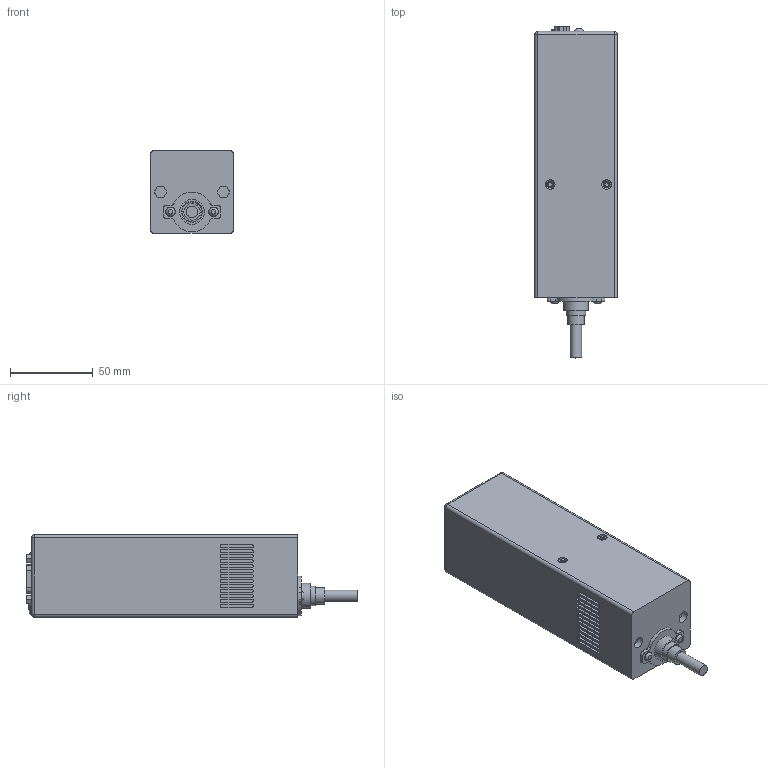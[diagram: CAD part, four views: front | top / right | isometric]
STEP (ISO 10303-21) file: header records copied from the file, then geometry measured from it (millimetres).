
FILE_DESCRIPTION (( 'STEP AP203' ), '1' );
FILE_NAME ('42377 EMITTER, MX-150.STEP', '2017-08-29T12:05:24', ( '' ), ( '' ), 'SwSTEP 2.0', 'SolidWorks 2017', '' );
FILE_SCHEMA (( 'CONFIG_CONTROL_DESIGN' ));
Length unit declared in the file: inch
Products named in the file (1): 42377 EMITTER, MX-150
Bounding box: 50 x 200.62 x 50 mm (x, y, z)
Volume: 403060.3 mm3; surface area: 40840.2 mm2
Topology: 1 solids, 1 shells, 371 faces, 908 edges, 587 vertices
Faces by surface type: plane 180, cylinder 144, bspline 21, cone 17, sphere 8, torus 1
Full cylindrical faces by diameter (mm): 0.749 x6, 1.575 x2, 2.261 x2, 2.449 x4, 3.15 x4, 5 x1, 5.7 x4, 5.715 x2, 6.89 x1, 7 x2, 9.96 x1, 11.76 x1, 15 x1
Entity records: 11459 total; most frequent: CARTESIAN_POINT 2900, DIRECTION 1799, ORIENTED_EDGE 1654, EDGE_CURVE 827, AXIS2_PLACEMENT_3D 674, VERTEX_POINT 564, EDGE_LOOP 477, LINE 451
